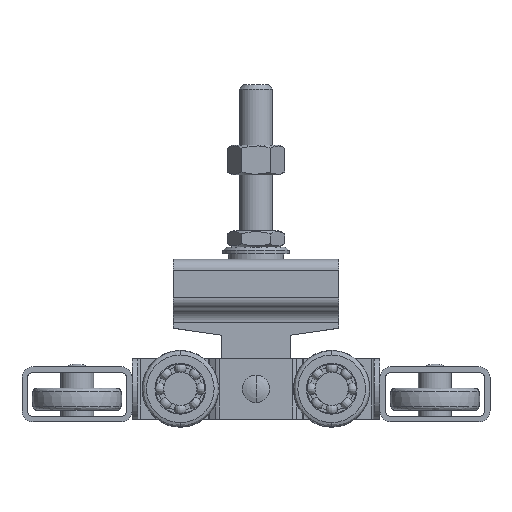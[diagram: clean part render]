
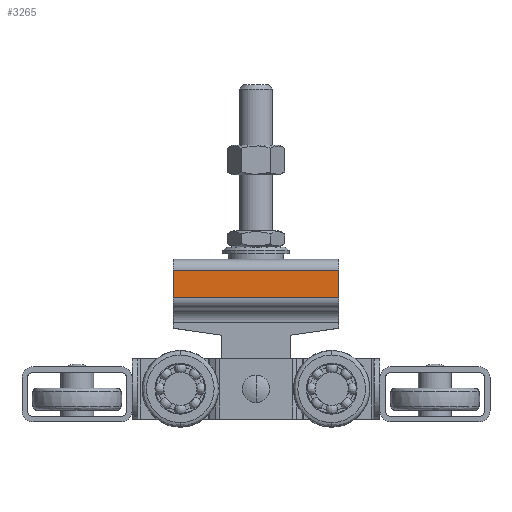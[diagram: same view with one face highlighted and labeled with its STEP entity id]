
A CAD part, top view. The second image highlights one B-rep face of the part: STEP entity #3265.
In plain terms, the highlighted planar face has unit normal (0, 0, 1).
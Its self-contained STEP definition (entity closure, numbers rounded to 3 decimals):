
#406 = ORIENTED_EDGE ( 'NONE', *, *, #10858, .F. ) ;
#1781 = VERTEX_POINT ( 'NONE', #15608 ) ;
#3188 = DIRECTION ( 'NONE',  ( 0., -1., 0. ) ) ;
#3191 = DIRECTION ( 'NONE',  ( 0., 0., 1. ) ) ;
#3265 = ADVANCED_FACE ( 'NONE', ( #30921 ), #16739, .T. ) ;
#3318 = VECTOR ( 'NONE', #11178, 1000. ) ;
#3495 = EDGE_CURVE ( 'NONE', #5469, #26826, #20372, .T. ) ;
#5155 = CARTESIAN_POINT ( 'NONE',  ( 30., -14., 20. ) ) ;
#5157 = LINE ( 'NONE', #11443, #27992 ) ;
#5230 = CARTESIAN_POINT ( 'NONE',  ( 30., -4., 20. ) ) ;
#5469 = VERTEX_POINT ( 'NONE', #5155 ) ;
#7916 = EDGE_CURVE ( 'NONE', #26145, #26826, #5157, .T. ) ;
#8959 = VECTOR ( 'NONE', #3188, 1000. ) ;
#9871 = VECTOR ( 'NONE', #14428, 1000. ) ;
#10858 = EDGE_CURVE ( 'NONE', #26145, #1781, #36705, .T. ) ;
#11178 = DIRECTION ( 'NONE',  ( 1., 0., 0. ) ) ;
#11344 = LINE ( 'NONE', #5230, #8959 ) ;
#11443 = CARTESIAN_POINT ( 'NONE',  ( -30., -4., 20. ) ) ;
#14428 = DIRECTION ( 'NONE',  ( -1., 0., 0. ) ) ;
#15245 = EDGE_CURVE ( 'NONE', #1781, #5469, #11344, .T. ) ;
#15462 = ORIENTED_EDGE ( 'NONE', *, *, #7916, .T. ) ;
#15608 = CARTESIAN_POINT ( 'NONE',  ( 30., -4., 20. ) ) ;
#16739 = PLANE ( 'NONE',  #29452 ) ;
#17281 = CARTESIAN_POINT ( 'NONE',  ( -30., -4., 20. ) ) ;
#17659 = EDGE_LOOP ( 'NONE', ( #15462, #18752, #36455, #406 ) ) ;
#17825 = DIRECTION ( 'NONE',  ( 0., 1., 0. ) ) ;
#18752 = ORIENTED_EDGE ( 'NONE', *, *, #3495, .F. ) ;
#19801 = CARTESIAN_POINT ( 'NONE',  ( -30., -14., 20. ) ) ;
#20372 = LINE ( 'NONE', #31791, #9871 ) ;
#22795 = DIRECTION ( 'NONE',  ( 0., -1., 0. ) ) ;
#26145 = VERTEX_POINT ( 'NONE', #27220 ) ;
#26826 = VERTEX_POINT ( 'NONE', #19801 ) ;
#27220 = CARTESIAN_POINT ( 'NONE',  ( -30., -4., 20. ) ) ;
#27992 = VECTOR ( 'NONE', #22795, 1000. ) ;
#29452 = AXIS2_PLACEMENT_3D ( 'NONE', #17281, #3191, #17825 ) ;
#30753 = CARTESIAN_POINT ( 'NONE',  ( -30., -4., 20. ) ) ;
#30921 = FACE_OUTER_BOUND ( 'NONE', #17659, .T. ) ;
#31791 = CARTESIAN_POINT ( 'NONE',  ( -30., -14., 20. ) ) ;
#36455 = ORIENTED_EDGE ( 'NONE', *, *, #15245, .F. ) ;
#36705 = LINE ( 'NONE', #30753, #3318 ) ;
